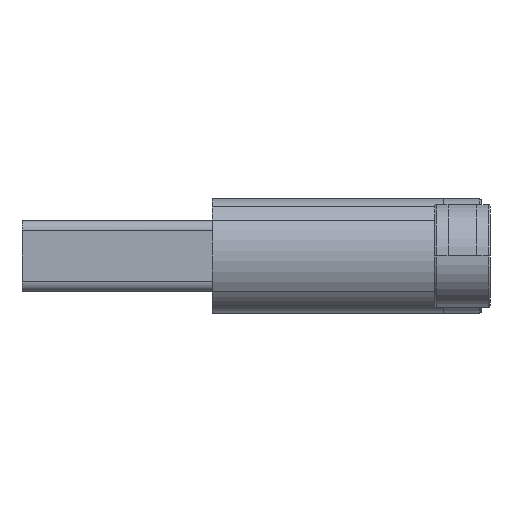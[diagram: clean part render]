
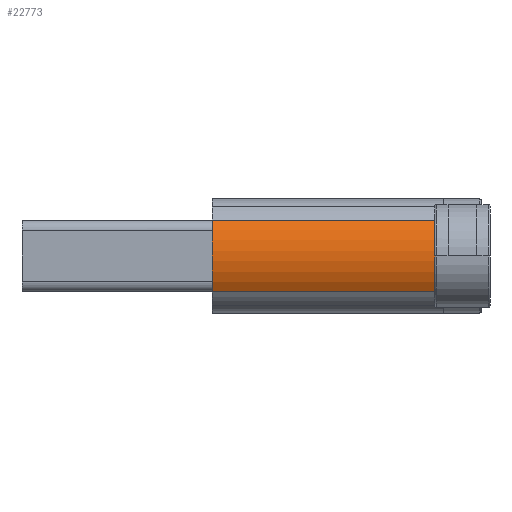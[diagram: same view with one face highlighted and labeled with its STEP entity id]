
A CAD part, left-side view. The second image highlights one B-rep face of the part: STEP entity #22773.
In plain terms, the highlighted cylindrical face has radius 4.176 mm (diameter 8.352 mm), a partial arc.
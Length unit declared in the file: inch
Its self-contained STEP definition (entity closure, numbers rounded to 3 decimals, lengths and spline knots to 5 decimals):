
#3905 = LINE ( 'NONE', #65382, #7415 ) ;
#4303 = CARTESIAN_POINT ( 'NONE',  ( -0.12102, 0., 0. ) ) ;
#4535 = ORIENTED_EDGE ( 'NONE', *, *, #110335, .T. ) ;
#4561 = AXIS2_PLACEMENT_3D ( 'NONE', #63420, #19200, #45635 ) ;
#7415 = VECTOR ( 'NONE', #100427, 39.37008 ) ;
#7632 = EDGE_CURVE ( 'NONE', #42059, #98529, #72352, .T. ) ;
#10281 = LINE ( 'NONE', #73449, #102054 ) ;
#19200 = DIRECTION ( 'NONE',  ( 0., 1., 0. ) ) ;
#21894 = CARTESIAN_POINT ( 'NONE',  ( -0.12102, 0., 0. ) ) ;
#22773 = ADVANCED_FACE ( 'NONE', ( #82795 ), #109801, .T. ) ;
#24925 = ORIENTED_EDGE ( 'NONE', *, *, #7632, .F. ) ;
#29796 = DIRECTION ( 'NONE',  ( 0., 1., 0. ) ) ;
#40027 = ORIENTED_EDGE ( 'NONE', *, *, #76147, .F. ) ;
#42059 = VERTEX_POINT ( 'NONE', #78939 ) ;
#45635 = DIRECTION ( 'NONE',  ( -0.84, 0., -0.543 ) ) ;
#49108 = AXIS2_PLACEMENT_3D ( 'NONE', #21894, #80648, #56911 ) ;
#49467 = CARTESIAN_POINT ( 'NONE',  ( -0.25906, 0., 0.08931 ) ) ;
#56911 = DIRECTION ( 'NONE',  ( 1., 0., 0. ) ) ;
#63420 = CARTESIAN_POINT ( 'NONE',  ( -0.12102, 0.5748, 0. ) ) ;
#65382 = CARTESIAN_POINT ( 'NONE',  ( -0.25906, 0., -0.08931 ) ) ;
#72352 = CIRCLE ( 'NONE', #4561, 0.16441 ) ;
#73345 = CARTESIAN_POINT ( 'NONE',  ( -0.25906, 0.5748, 0.08931 ) ) ;
#73449 = CARTESIAN_POINT ( 'NONE',  ( -0.25906, 0., 0.08931 ) ) ;
#76147 = EDGE_CURVE ( 'NONE', #79897, #42059, #3905, .T. ) ;
#78939 = CARTESIAN_POINT ( 'NONE',  ( -0.25906, 0.5748, -0.08931 ) ) ;
#79897 = VERTEX_POINT ( 'NONE', #95873 ) ;
#80648 = DIRECTION ( 'NONE',  ( 0., 1., 0. ) ) ;
#81884 = VERTEX_POINT ( 'NONE', #49467 ) ;
#82404 = AXIS2_PLACEMENT_3D ( 'NONE', #4303, #107754, #83589 ) ;
#82795 = FACE_OUTER_BOUND ( 'NONE', #107331, .T. ) ;
#83589 = DIRECTION ( 'NONE',  ( -0.84, 0., -0.543 ) ) ;
#87725 = ORIENTED_EDGE ( 'NONE', *, *, #107259, .T. ) ;
#89797 = CIRCLE ( 'NONE', #82404, 0.16441 ) ;
#95873 = CARTESIAN_POINT ( 'NONE',  ( -0.25906, 0., -0.08931 ) ) ;
#98529 = VERTEX_POINT ( 'NONE', #73345 ) ;
#100427 = DIRECTION ( 'NONE',  ( 0., 1., 0. ) ) ;
#102054 = VECTOR ( 'NONE', #29796, 39.37008 ) ;
#107259 = EDGE_CURVE ( 'NONE', #81884, #98529, #10281, .T. ) ;
#107331 = EDGE_LOOP ( 'NONE', ( #87725, #24925, #40027, #4535 ) ) ;
#107754 = DIRECTION ( 'NONE',  ( 0., 1., 0. ) ) ;
#109801 = CYLINDRICAL_SURFACE ( 'NONE', #49108, 0.16441 ) ;
#110335 = EDGE_CURVE ( 'NONE', #79897, #81884, #89797, .T. ) ;
